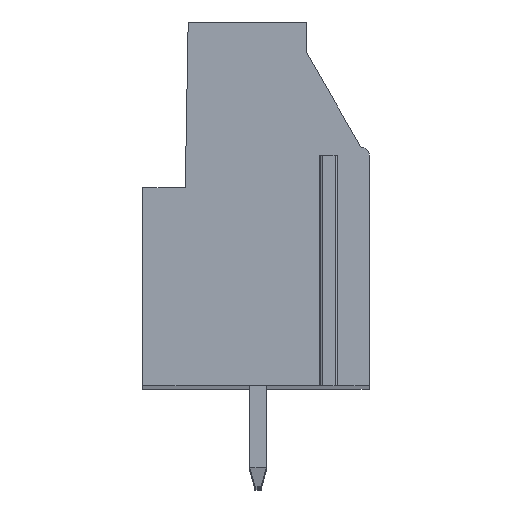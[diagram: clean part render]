
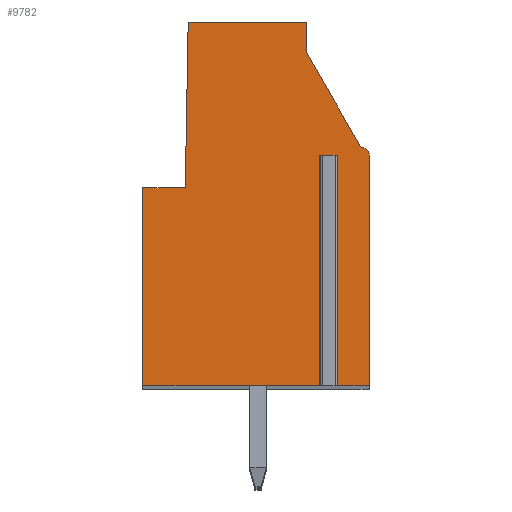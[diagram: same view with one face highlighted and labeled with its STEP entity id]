
A CAD part, top view. The second image highlights one B-rep face of the part: STEP entity #9782.
In plain terms, the highlighted planar face has unit normal (0, 0, 1).
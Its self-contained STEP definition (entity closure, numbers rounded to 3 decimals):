
#1030=DIRECTION('',(1.,0.,0.));
#1031=VECTOR('',#1030,0.5);
#1032=CARTESIAN_POINT('',(3.347,2.4,2.5));
#1033=LINE('',#1032,#1031);
#1034=DIRECTION('',(0.,1.,0.));
#1035=VECTOR('',#1034,11.4);
#1036=CARTESIAN_POINT('',(3.347,-9.,2.5));
#1037=LINE('',#1036,#1035);
#1038=DIRECTION('',(1.,0.,0.));
#1039=VECTOR('',#1038,8.95);
#1040=CARTESIAN_POINT('',(-5.603,-9.,2.5));
#1041=LINE('',#1040,#1039);
#1042=DIRECTION('',(0.,-1.,0.));
#1043=VECTOR('',#1042,9.8);
#1044=CARTESIAN_POINT('',(-5.603,0.8,2.5));
#1045=LINE('',#1044,#1043);
#1046=DIRECTION('',(-1.,0.,0.));
#1047=VECTOR('',#1046,2.1);
#1048=CARTESIAN_POINT('',(-3.503,0.8,2.5));
#1049=LINE('',#1048,#1047);
#1050=DIRECTION('',(-0.017,-1.,0.));
#1051=VECTOR('',#1050,8.201);
#1052=CARTESIAN_POINT('',(-3.36,9.,2.5));
#1053=LINE('',#1052,#1051);
#1054=DIRECTION('',(-1.,0.,0.));
#1055=VECTOR('',#1054,5.86);
#1056=CARTESIAN_POINT('',(2.5,9.,2.5));
#1057=LINE('',#1056,#1055);
#1058=DIRECTION('',(0.,1.,0.));
#1059=VECTOR('',#1058,1.523);
#1060=CARTESIAN_POINT('',(2.5,7.477,2.5));
#1061=LINE('',#1060,#1059);
#1062=DIRECTION('',(-0.5,0.866,0.));
#1063=VECTOR('',#1062,5.394);
#1064=CARTESIAN_POINT('',(5.197,2.805,2.5));
#1065=LINE('',#1064,#1063);
#1066=CARTESIAN_POINT('',(5.197,2.405,2.5));
#1067=DIRECTION('',(0.,0.,1.));
#1068=DIRECTION('',(1.,0.,0.));
#1069=AXIS2_PLACEMENT_3D('',#1066,#1067,#1068);
#1071=DIRECTION('',(0.,1.,0.));
#1072=VECTOR('',#1071,11.405);
#1073=CARTESIAN_POINT('',(5.597,-9.,2.5));
#1074=LINE('',#1073,#1072);
#1075=DIRECTION('',(1.,0.,0.));
#1076=VECTOR('',#1075,1.75);
#1077=CARTESIAN_POINT('',(3.847,-9.,2.5));
#1078=LINE('',#1077,#1076);
#1079=DIRECTION('',(0.,1.,0.));
#1080=VECTOR('',#1079,11.4);
#1081=CARTESIAN_POINT('',(3.847,-9.,2.5));
#1082=LINE('',#1081,#1080);
#7105=CARTESIAN_POINT('',(5.597,-9.,2.5));
#7106=CARTESIAN_POINT('',(5.597,2.405,2.5));
#7107=VERTEX_POINT('',#7105);
#7108=VERTEX_POINT('',#7106);
#7109=CARTESIAN_POINT('',(5.197,2.805,2.5));
#7110=VERTEX_POINT('',#7109);
#7111=CARTESIAN_POINT('',(2.5,7.477,2.5));
#7112=VERTEX_POINT('',#7111);
#7113=CARTESIAN_POINT('',(2.5,9.,2.5));
#7114=VERTEX_POINT('',#7113);
#7115=CARTESIAN_POINT('',(-3.36,9.,2.5));
#7116=VERTEX_POINT('',#7115);
#7117=CARTESIAN_POINT('',(-3.503,0.8,2.5));
#7118=VERTEX_POINT('',#7117);
#7119=CARTESIAN_POINT('',(-5.603,0.8,2.5));
#7120=VERTEX_POINT('',#7119);
#7121=CARTESIAN_POINT('',(-5.603,-9.,2.5));
#7122=VERTEX_POINT('',#7121);
#7159=CARTESIAN_POINT('',(3.347,2.4,2.5));
#7160=CARTESIAN_POINT('',(3.847,2.4,2.5));
#7161=VERTEX_POINT('',#7159);
#7162=VERTEX_POINT('',#7160);
#7163=CARTESIAN_POINT('',(3.347,-9.,2.5));
#7164=VERTEX_POINT('',#7163);
#7165=CARTESIAN_POINT('',(3.847,-9.,2.5));
#7166=VERTEX_POINT('',#7165);
#9759=CARTESIAN_POINT('',(0.,0.,2.5));
#9760=DIRECTION('',(0.,0.,1.));
#9761=DIRECTION('',(1.,0.,0.));
#9762=AXIS2_PLACEMENT_3D('',#9759,#9760,#9761);
#9763=PLANE('',#9762);
#9765=ORIENTED_EDGE('',*,*,#9764,.F.);
#9767=ORIENTED_EDGE('',*,*,#9766,.F.);
#9768=ORIENTED_EDGE('',*,*,#9047,.F.);
#9769=ORIENTED_EDGE('',*,*,#9352,.F.);
#9770=ORIENTED_EDGE('',*,*,#9366,.F.);
#9771=ORIENTED_EDGE('',*,*,#9380,.F.);
#9772=ORIENTED_EDGE('',*,*,#9394,.F.);
#9773=ORIENTED_EDGE('',*,*,#9522,.F.);
#9774=ORIENTED_EDGE('',*,*,#9536,.F.);
#9775=ORIENTED_EDGE('',*,*,#9550,.F.);
#9776=ORIENTED_EDGE('',*,*,#9563,.F.);
#9777=ORIENTED_EDGE('',*,*,#9059,.F.);
#9779=ORIENTED_EDGE('',*,*,#9778,.T.);
#9780=EDGE_LOOP('',(#9765,#9767,#9768,#9769,#9770,#9771,#9772,#9773,#9774,#9775,
#9776,#9777,#9779));
#9781=FACE_OUTER_BOUND('',#9780,.F.);
#1070=CIRCLE('',#1069,0.4);
#9047=EDGE_CURVE('',#7122,#7164,#1041,.T.);
#9059=EDGE_CURVE('',#7166,#7107,#1078,.T.);
#9352=EDGE_CURVE('',#7120,#7122,#1045,.T.);
#9366=EDGE_CURVE('',#7118,#7120,#1049,.T.);
#9380=EDGE_CURVE('',#7116,#7118,#1053,.T.);
#9394=EDGE_CURVE('',#7114,#7116,#1057,.T.);
#9522=EDGE_CURVE('',#7112,#7114,#1061,.T.);
#9536=EDGE_CURVE('',#7110,#7112,#1065,.T.);
#9550=EDGE_CURVE('',#7108,#7110,#1070,.T.);
#9563=EDGE_CURVE('',#7107,#7108,#1074,.T.);
#9764=EDGE_CURVE('',#7161,#7162,#1033,.T.);
#9766=EDGE_CURVE('',#7164,#7161,#1037,.T.);
#9778=EDGE_CURVE('',#7166,#7162,#1082,.T.);
#9782=ADVANCED_FACE('',(#9781),#9763,.T.);
